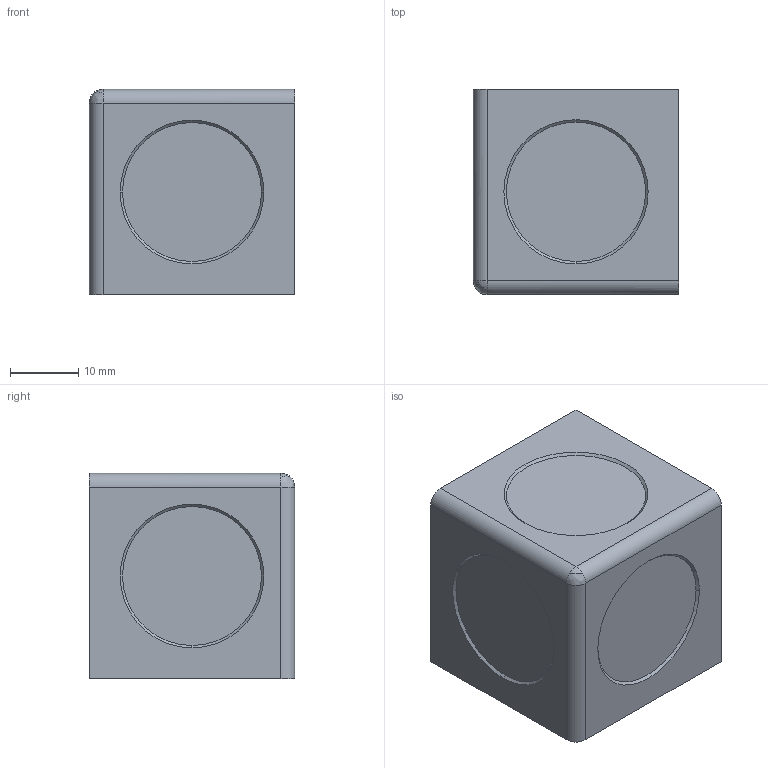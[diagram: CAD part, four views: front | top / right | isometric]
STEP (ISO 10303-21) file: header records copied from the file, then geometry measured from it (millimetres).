
FILE_DESCRIPTION (( 'STEP AP214' ), '1' );
FILE_NAME ('61280651', '2019-02-04T09:32:08', ( '' ), ('JUGARD+KÜNSTNER GmbH'), 'SwSTEP 2.0', 'SolidWorks 2017', '' );
FILE_SCHEMA (( 'AUTOMOTIVE_DESIGN' ));
Length unit declared in the file: millimetre
Products named in the file (1): 61280651_CNAJF00
Bounding box: 30 x 30 x 30 mm (x, y, z)
Volume: 26571.7 mm3; surface area: 5347.5 mm2
Topology: 1 solids, 1 shells, 20 faces, 44 edges, 27 vertices
Faces by surface type: plane 9, cone 6, cylinder 3, bspline 2
Entity records: 632 total; most frequent: CARTESIAN_POINT 120, DIRECTION 101, ORIENTED_EDGE 84, EDGE_CURVE 42, AXIS2_PLACEMENT_3D 40, VERTEX_POINT 27, EDGE_LOOP 23, LINE 21
